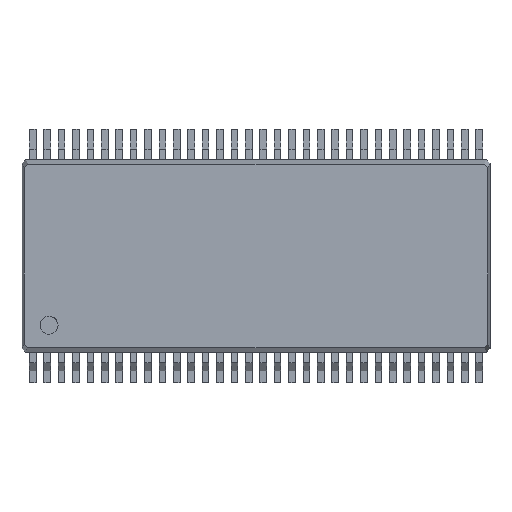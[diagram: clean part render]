
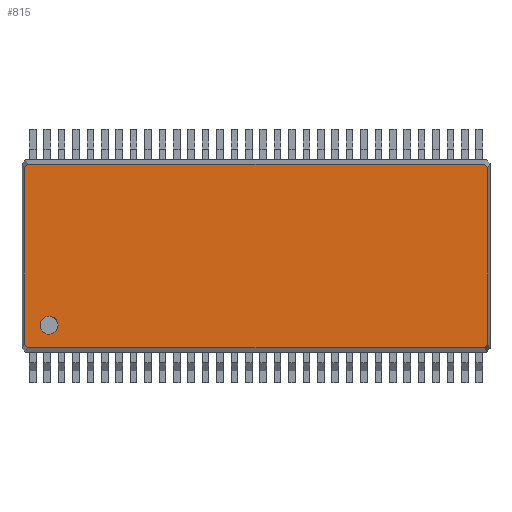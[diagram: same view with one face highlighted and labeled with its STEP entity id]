
A CAD part, top view. The second image highlights one B-rep face of the part: STEP entity #815.
In plain terms, the highlighted free-form (B-spline) face has degree [1, 1] with [2, 2] control points.
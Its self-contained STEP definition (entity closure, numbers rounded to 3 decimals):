
#644 = VERTEX_POINT('',#645);
#645 = CARTESIAN_POINT('',(-12.875,-4.909,2.4));
#652 = VERTEX_POINT('',#653);
#653 = CARTESIAN_POINT('',(-12.875,4.909,2.4));
#658 = EDGE_CURVE('',#644,#652,#659,.T.);
#659 = B_SPLINE_CURVE_WITH_KNOTS('',1,(#660,#661),.UNSPECIFIED.,.F.,.F.,
  (2,2),(0.,10.3),.PIECEWISE_BEZIER_KNOTS.);
#660 = CARTESIAN_POINT('',(-12.875,-4.909,2.4));
#661 = CARTESIAN_POINT('',(-12.875,4.909,2.4));
#674 = VERTEX_POINT('',#675);
#675 = CARTESIAN_POINT('',(-12.677,5.1,2.4));
#680 = EDGE_CURVE('',#652,#674,#681,.T.);
#681 = B_SPLINE_CURVE_WITH_KNOTS('',1,(#682,#683),.UNSPECIFIED.,.F.,.F.,
  (2,2),(0.,0.283),.PIECEWISE_BEZIER_KNOTS.);
#682 = CARTESIAN_POINT('',(-12.875,4.909,2.4));
#683 = CARTESIAN_POINT('',(-12.677,5.1,2.4));
#696 = VERTEX_POINT('',#697);
#697 = CARTESIAN_POINT('',(12.677,5.1,2.4));
#702 = EDGE_CURVE('',#674,#696,#703,.T.);
#703 = B_SPLINE_CURVE_WITH_KNOTS('',1,(#704,#705),.UNSPECIFIED.,.F.,.F.,
  (2,2),(0.,25.6),.PIECEWISE_BEZIER_KNOTS.);
#704 = CARTESIAN_POINT('',(-12.677,5.1,2.4));
#705 = CARTESIAN_POINT('',(12.677,5.1,2.4));
#718 = VERTEX_POINT('',#719);
#719 = CARTESIAN_POINT('',(12.875,4.909,2.4));
#724 = EDGE_CURVE('',#696,#718,#725,.T.);
#725 = B_SPLINE_CURVE_WITH_KNOTS('',1,(#726,#727),.UNSPECIFIED.,.F.,.F.,
  (2,2),(0.,0.283),.PIECEWISE_BEZIER_KNOTS.);
#726 = CARTESIAN_POINT('',(12.677,5.1,2.4));
#727 = CARTESIAN_POINT('',(12.875,4.909,2.4));
#740 = VERTEX_POINT('',#741);
#741 = CARTESIAN_POINT('',(12.875,-4.909,2.4));
#746 = EDGE_CURVE('',#718,#740,#747,.T.);
#747 = B_SPLINE_CURVE_WITH_KNOTS('',1,(#748,#749),.UNSPECIFIED.,.F.,.F.,
  (2,2),(0.,10.3),.PIECEWISE_BEZIER_KNOTS.);
#748 = CARTESIAN_POINT('',(12.875,4.909,2.4));
#749 = CARTESIAN_POINT('',(12.875,-4.909,2.4));
#762 = VERTEX_POINT('',#763);
#763 = CARTESIAN_POINT('',(12.677,-5.1,2.4));
#768 = EDGE_CURVE('',#740,#762,#769,.T.);
#769 = B_SPLINE_CURVE_WITH_KNOTS('',1,(#770,#771),.UNSPECIFIED.,.F.,.F.,
  (2,2),(0.,0.283),.PIECEWISE_BEZIER_KNOTS.);
#770 = CARTESIAN_POINT('',(12.875,-4.909,2.4));
#771 = CARTESIAN_POINT('',(12.677,-5.1,2.4));
#784 = VERTEX_POINT('',#785);
#785 = CARTESIAN_POINT('',(-12.677,-5.1,2.4));
#790 = EDGE_CURVE('',#762,#784,#791,.T.);
#791 = B_SPLINE_CURVE_WITH_KNOTS('',1,(#792,#793),.UNSPECIFIED.,.F.,.F.,
  (2,2),(0.,25.6),.PIECEWISE_BEZIER_KNOTS.);
#792 = CARTESIAN_POINT('',(12.677,-5.1,2.4));
#793 = CARTESIAN_POINT('',(-12.677,-5.1,2.4));
#806 = EDGE_CURVE('',#784,#644,#807,.T.);
#807 = B_SPLINE_CURVE_WITH_KNOTS('',1,(#808,#809),.UNSPECIFIED.,.F.,.F.,
  (2,2),(0.,0.283),.PIECEWISE_BEZIER_KNOTS.);
#808 = CARTESIAN_POINT('',(-12.677,-5.1,2.4));
#809 = CARTESIAN_POINT('',(-12.875,-4.909,2.4));
#815 = ADVANCED_FACE('',(#816,#826),#893,.F.);
#816 = FACE_BOUND('',#817,.F.);
#817 = EDGE_LOOP('',(#818,#819,#820,#821,#822,#823,#824,#825));
#818 = ORIENTED_EDGE('',*,*,#806,.T.);
#819 = ORIENTED_EDGE('',*,*,#658,.T.);
#820 = ORIENTED_EDGE('',*,*,#680,.T.);
#821 = ORIENTED_EDGE('',*,*,#702,.T.);
#822 = ORIENTED_EDGE('',*,*,#724,.T.);
#823 = ORIENTED_EDGE('',*,*,#746,.T.);
#824 = ORIENTED_EDGE('',*,*,#768,.T.);
#825 = ORIENTED_EDGE('',*,*,#790,.T.);
#826 = FACE_BOUND('',#827,.F.);
#827 = EDGE_LOOP('',(#828,#885));
#828 = ORIENTED_EDGE('',*,*,#829,.T.);
#829 = EDGE_CURVE('',#830,#832,#834,.T.);
#830 = VERTEX_POINT('',#831);
#831 = CARTESIAN_POINT('',(-11.,-3.85,2.4));
#832 = VERTEX_POINT('',#833);
#833 = CARTESIAN_POINT('',(-11.002,-3.898,2.4));
#834 = B_SPLINE_CURVE_WITH_KNOTS('',7,(#835,#836,#837,#838,#839,#840,
    #841,#842,#843,#844,#845,#846,#847,#848,#849,#850,#851,#852,#853,
    #854,#855,#856,#857,#858,#859,#860,#861,#862,#863,#864,#865,#866,
    #867,#868,#869,#870,#871,#872,#873,#874,#875,#876,#877,#878,#879,
    #880,#881,#882,#883,#884),.UNSPECIFIED.,.F.,.F.,(8,6,6,6,6,6,6,6,8),
  (0.,0.127,0.25,0.379,0.509,
    0.595,0.761,0.887,1.),.UNSPECIFIED.);
#835 = CARTESIAN_POINT('',(-11.,-3.85,2.4));
#836 = CARTESIAN_POINT('',(-11.,-3.794,2.4));
#837 = CARTESIAN_POINT('',(-11.007,-3.738,2.4));
#838 = CARTESIAN_POINT('',(-11.022,-3.683,2.4));
#839 = CARTESIAN_POINT('',(-11.044,-3.631,2.4));
#840 = CARTESIAN_POINT('',(-11.072,-3.582,2.4));
#841 = CARTESIAN_POINT('',(-11.106,-3.537,2.4));
#842 = CARTESIAN_POINT('',(-11.184,-3.458,2.4));
#843 = CARTESIAN_POINT('',(-11.228,-3.425,2.4));
#844 = CARTESIAN_POINT('',(-11.276,-3.396,2.4));
#845 = CARTESIAN_POINT('',(-11.327,-3.375,2.4));
#846 = CARTESIAN_POINT('',(-11.38,-3.359,2.4));
#847 = CARTESIAN_POINT('',(-11.435,-3.351,2.4));
#848 = CARTESIAN_POINT('',(-11.547,-3.349,2.4));
#849 = CARTESIAN_POINT('',(-11.604,-3.355,2.4));
#850 = CARTESIAN_POINT('',(-11.66,-3.369,2.4));
#851 = CARTESIAN_POINT('',(-11.714,-3.391,2.4));
#852 = CARTESIAN_POINT('',(-11.764,-3.419,2.4));
#853 = CARTESIAN_POINT('',(-11.81,-3.454,2.4));
#854 = CARTESIAN_POINT('',(-11.892,-3.534,2.4));
#855 = CARTESIAN_POINT('',(-11.927,-3.579,2.4));
#856 = CARTESIAN_POINT('',(-11.956,-3.629,2.4));
#857 = CARTESIAN_POINT('',(-11.978,-3.683,2.4));
#858 = CARTESIAN_POINT('',(-11.993,-3.739,2.4));
#859 = CARTESIAN_POINT('',(-12.,-3.795,2.4));
#860 = CARTESIAN_POINT('',(-12.,-3.89,2.4));
#861 = CARTESIAN_POINT('',(-11.996,-3.928,2.4));
#862 = CARTESIAN_POINT('',(-11.989,-3.966,2.4));
#863 = CARTESIAN_POINT('',(-11.979,-4.003,2.4));
#864 = CARTESIAN_POINT('',(-11.966,-4.038,2.4));
#865 = CARTESIAN_POINT('',(-11.949,-4.073,2.4));
#866 = CARTESIAN_POINT('',(-11.892,-4.169,2.4));
#867 = CARTESIAN_POINT('',(-11.844,-4.226,2.4));
#868 = CARTESIAN_POINT('',(-11.786,-4.274,2.4));
#869 = CARTESIAN_POINT('',(-11.72,-4.311,2.4));
#870 = CARTESIAN_POINT('',(-11.649,-4.337,2.4));
#871 = CARTESIAN_POINT('',(-11.575,-4.35,2.4));
#872 = CARTESIAN_POINT('',(-11.445,-4.35,2.4));
#873 = CARTESIAN_POINT('',(-11.39,-4.343,2.4));
#874 = CARTESIAN_POINT('',(-11.335,-4.329,2.4));
#875 = CARTESIAN_POINT('',(-11.283,-4.307,2.4));
#876 = CARTESIAN_POINT('',(-11.234,-4.279,2.4));
#877 = CARTESIAN_POINT('',(-11.189,-4.246,2.4));
#878 = CARTESIAN_POINT('',(-11.114,-4.172,2.4));
#879 = CARTESIAN_POINT('',(-11.082,-4.132,2.4));
#880 = CARTESIAN_POINT('',(-11.055,-4.09,2.4));
#881 = CARTESIAN_POINT('',(-11.034,-4.044,2.4));
#882 = CARTESIAN_POINT('',(-11.018,-3.996,2.4));
#883 = CARTESIAN_POINT('',(-11.007,-3.947,2.4));
#884 = CARTESIAN_POINT('',(-11.002,-3.898,2.4));
#885 = ORIENTED_EDGE('',*,*,#886,.T.);
#886 = EDGE_CURVE('',#832,#830,#887,.T.);
#887 = B_SPLINE_CURVE_WITH_KNOTS('',4,(#888,#889,#890,#891,#892),
  .UNSPECIFIED.,.F.,.F.,(5,5),(0.,1.),.PIECEWISE_BEZIER_KNOTS.);
#888 = CARTESIAN_POINT('',(-11.002,-3.898,2.4));
#889 = CARTESIAN_POINT('',(-11.001,-3.886,2.4));
#890 = CARTESIAN_POINT('',(-11.,-3.874,2.4));
#891 = CARTESIAN_POINT('',(-11.,-3.862,2.4));
#892 = CARTESIAN_POINT('',(-11.,-3.85,2.4));
#893 = B_SPLINE_SURFACE_WITH_KNOTS('',1,1,(
    (#894,#895)
    ,(#896,#897
    )),.UNSPECIFIED.,.F.,.F.,.F.,(2,2),(2,2),(-13.,13.),(-5.35,5.35),
  .PIECEWISE_BEZIER_KNOTS.);
#894 = CARTESIAN_POINT('',(12.875,-5.1,2.4));
#895 = CARTESIAN_POINT('',(12.875,5.1,2.4));
#896 = CARTESIAN_POINT('',(-12.875,-5.1,2.4));
#897 = CARTESIAN_POINT('',(-12.875,5.1,2.4));
